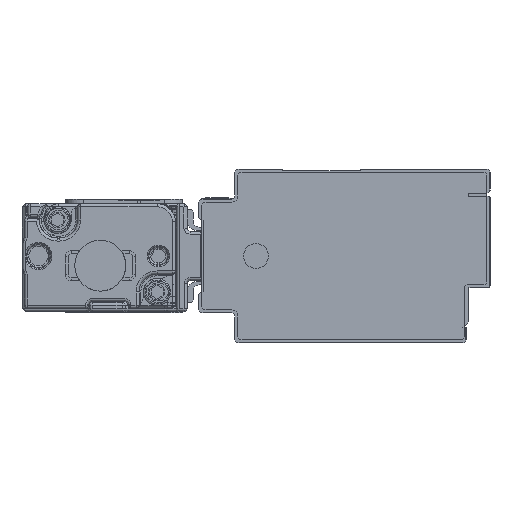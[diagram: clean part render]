
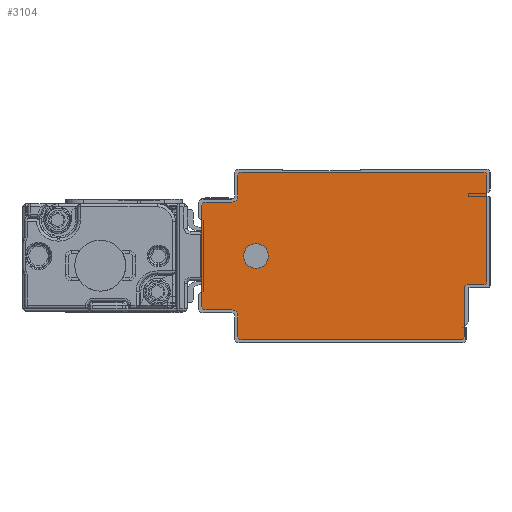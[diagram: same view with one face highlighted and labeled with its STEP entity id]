
A CAD part, left-side view. The second image highlights one B-rep face of the part: STEP entity #3104.
In plain terms, the highlighted planar face has unit normal (-1, 0, 0).
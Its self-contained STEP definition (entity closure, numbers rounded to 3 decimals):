
#1469=AXIS2_PLACEMENT_3D('Circle Axis2P3D',#1467,#1468,$) ;
#1507=AXIS2_PLACEMENT_3D('Circle Axis2P3D',#1505,#1506,$) ;
#1545=AXIS2_PLACEMENT_3D('Circle Axis2P3D',#1543,#1544,$) ;
#1583=AXIS2_PLACEMENT_3D('Circle Axis2P3D',#1581,#1582,$) ;
#2974=AXIS2_PLACEMENT_3D('Circle Axis2P3D',#2972,#2973,$) ;
#2994=AXIS2_PLACEMENT_3D('Plane Axis2P3D',#2991,#2992,#2993) ;
#2998=AXIS2_PLACEMENT_3D('Circle Axis2P3D',#2996,#2997,$) ;
#3012=AXIS2_PLACEMENT_3D('Circle Axis2P3D',#3010,#3011,$) ;
#3026=AXIS2_PLACEMENT_3D('Circle Axis2P3D',#3024,#3025,$) ;
#3040=AXIS2_PLACEMENT_3D('Circle Axis2P3D',#3038,#3039,$) ;
#3054=AXIS2_PLACEMENT_3D('Circle Axis2P3D',#3052,#3053,$) ;
#3088=AXIS2_PLACEMENT_3D('Circle Axis2P3D',#3086,#3087,$) ;
#3097=AXIS2_PLACEMENT_3D('Circle Axis2P3D',#3095,#3096,$) ;
#1425=CARTESIAN_POINT('Line Origine',(-1075.5,-3.5,19.1)) ;
#1429=CARTESIAN_POINT('Vertex',(-1075.5,-3.5,28.)) ;
#1431=CARTESIAN_POINT('Vertex',(-1075.5,-3.5,10.2)) ;
#1467=CARTESIAN_POINT('Axis2P3D Location',(-1075.5,-3.,28.)) ;
#1471=CARTESIAN_POINT('Vertex',(-1075.5,-3.,28.5)) ;
#1486=CARTESIAN_POINT('Line Origine',(-1075.5,17.25,28.5)) ;
#1490=CARTESIAN_POINT('Vertex',(-1075.5,37.5,28.5)) ;
#1505=CARTESIAN_POINT('Axis2P3D Location',(-1075.5,37.5,28.)) ;
#1509=CARTESIAN_POINT('Vertex',(-1075.5,38.,28.)) ;
#1524=CARTESIAN_POINT('Line Origine',(-1075.5,38.,26.25)) ;
#1528=CARTESIAN_POINT('Vertex',(-1075.5,38.,24.5)) ;
#1543=CARTESIAN_POINT('Axis2P3D Location',(-1075.5,39.,24.5)) ;
#1547=CARTESIAN_POINT('Vertex',(-1075.5,39.,23.5)) ;
#1562=CARTESIAN_POINT('Line Origine',(-1075.5,41.25,23.5)) ;
#1566=CARTESIAN_POINT('Vertex',(-1075.5,43.5,23.5)) ;
#1581=CARTESIAN_POINT('Axis2P3D Location',(-1075.5,43.5,23.)) ;
#1585=CARTESIAN_POINT('Vertex',(-1075.5,44.,23.)) ;
#1600=CARTESIAN_POINT('Line Origine',(-1075.5,44.,14.5)) ;
#1604=CARTESIAN_POINT('Vertex',(-1075.5,44.,6.)) ;
#2972=CARTESIAN_POINT('Axis2P3D Location',(-1075.5,-3.,10.2)) ;
#2976=CARTESIAN_POINT('Vertex',(-1075.5,-3.,9.7)) ;
#2991=CARTESIAN_POINT('Axis2P3D Location',(-1075.5,0.,0.)) ;
#2996=CARTESIAN_POINT('Axis2P3D Location',(-1075.5,43.5,6.)) ;
#3000=CARTESIAN_POINT('Vertex',(-1075.5,43.5,5.5)) ;
#3003=CARTESIAN_POINT('Line Origine',(-1075.5,41.25,5.5)) ;
#3007=CARTESIAN_POINT('Vertex',(-1075.5,39.,5.5)) ;
#3010=CARTESIAN_POINT('Axis2P3D Location',(-1075.5,39.,4.5)) ;
#3014=CARTESIAN_POINT('Vertex',(-1075.5,38.,4.5)) ;
#3017=CARTESIAN_POINT('Line Origine',(-1075.5,38.,2.75)) ;
#3021=CARTESIAN_POINT('Vertex',(-1075.5,38.,1.)) ;
#3024=CARTESIAN_POINT('Axis2P3D Location',(-1075.5,37.5,1.)) ;
#3028=CARTESIAN_POINT('Vertex',(-1075.5,37.5,0.5)) ;
#3031=CARTESIAN_POINT('Line Origine',(-1075.5,19.15,0.5)) ;
#3035=CARTESIAN_POINT('Vertex',(-1075.5,0.8,0.5)) ;
#3038=CARTESIAN_POINT('Axis2P3D Location',(-1075.5,0.8,1.)) ;
#3042=CARTESIAN_POINT('Vertex',(-1075.5,0.3,1.)) ;
#3045=CARTESIAN_POINT('Line Origine',(-1075.5,0.3,5.1)) ;
#3049=CARTESIAN_POINT('Vertex',(-1075.5,0.3,9.2)) ;
#3052=CARTESIAN_POINT('Axis2P3D Location',(-1075.5,-0.2,9.2)) ;
#3056=CARTESIAN_POINT('Vertex',(-1075.5,-0.2,9.7)) ;
#3059=CARTESIAN_POINT('Line Origine',(-1075.5,-1.6,9.7)) ;
#3086=CARTESIAN_POINT('Axis2P3D Location',(-1075.5,35.,14.5)) ;
#3090=CARTESIAN_POINT('Vertex',(-1075.5,33.186,13.509)) ;
#3092=CARTESIAN_POINT('Vertex',(-1075.5,36.814,15.491)) ;
#3095=CARTESIAN_POINT('Axis2P3D Location',(-1075.5,35.,14.5)) ;
#1426=DIRECTION('Vector Direction',(0.,0.,-1.)) ;
#1468=DIRECTION('Axis2P3D Direction',(1.,0.,0.)) ;
#1487=DIRECTION('Vector Direction',(0.,1.,0.)) ;
#1506=DIRECTION('Axis2P3D Direction',(1.,0.,0.)) ;
#1525=DIRECTION('Vector Direction',(0.,0.,1.)) ;
#1544=DIRECTION('Axis2P3D Direction',(1.,0.,0.)) ;
#1563=DIRECTION('Vector Direction',(0.,1.,0.)) ;
#1582=DIRECTION('Axis2P3D Direction',(1.,0.,0.)) ;
#1601=DIRECTION('Vector Direction',(0.,0.,1.)) ;
#2973=DIRECTION('Axis2P3D Direction',(1.,0.,0.)) ;
#2992=DIRECTION('Axis2P3D Direction',(1.,0.,0.)) ;
#2993=DIRECTION('Axis2P3D XDirection',(0.,1.,0.)) ;
#2997=DIRECTION('Axis2P3D Direction',(1.,0.,0.)) ;
#3004=DIRECTION('Vector Direction',(0.,-1.,0.)) ;
#3011=DIRECTION('Axis2P3D Direction',(1.,0.,0.)) ;
#3018=DIRECTION('Vector Direction',(0.,0.,1.)) ;
#3025=DIRECTION('Axis2P3D Direction',(1.,0.,0.)) ;
#3032=DIRECTION('Vector Direction',(0.,-1.,0.)) ;
#3039=DIRECTION('Axis2P3D Direction',(1.,0.,0.)) ;
#3046=DIRECTION('Vector Direction',(0.,0.,-1.)) ;
#3053=DIRECTION('Axis2P3D Direction',(1.,0.,0.)) ;
#3060=DIRECTION('Vector Direction',(0.,1.,0.)) ;
#3087=DIRECTION('Axis2P3D Direction',(1.,0.,0.)) ;
#3096=DIRECTION('Axis2P3D Direction',(1.,0.,0.)) ;
#1427=VECTOR('Line Direction',#1426,1.) ;
#1488=VECTOR('Line Direction',#1487,1.) ;
#1526=VECTOR('Line Direction',#1525,1.) ;
#1564=VECTOR('Line Direction',#1563,1.) ;
#1602=VECTOR('Line Direction',#1601,1.) ;
#3005=VECTOR('Line Direction',#3004,1.) ;
#3019=VECTOR('Line Direction',#3018,1.) ;
#3033=VECTOR('Line Direction',#3032,1.) ;
#3047=VECTOR('Line Direction',#3046,1.) ;
#3061=VECTOR('Line Direction',#3060,1.) ;
#3065=ORIENTED_EDGE('',*,*,#1492,.F.) ;
#3066=ORIENTED_EDGE('',*,*,#1511,.F.) ;
#3067=ORIENTED_EDGE('',*,*,#1530,.F.) ;
#3068=ORIENTED_EDGE('',*,*,#1549,.F.) ;
#3069=ORIENTED_EDGE('',*,*,#1568,.F.) ;
#3070=ORIENTED_EDGE('',*,*,#1587,.F.) ;
#3071=ORIENTED_EDGE('',*,*,#1606,.F.) ;
#3072=ORIENTED_EDGE('',*,*,#3002,.F.) ;
#3073=ORIENTED_EDGE('',*,*,#3009,.F.) ;
#3074=ORIENTED_EDGE('',*,*,#3016,.F.) ;
#3075=ORIENTED_EDGE('',*,*,#3023,.F.) ;
#3076=ORIENTED_EDGE('',*,*,#3030,.F.) ;
#3077=ORIENTED_EDGE('',*,*,#3037,.F.) ;
#3078=ORIENTED_EDGE('',*,*,#3044,.F.) ;
#3079=ORIENTED_EDGE('',*,*,#3051,.F.) ;
#3080=ORIENTED_EDGE('',*,*,#3058,.F.) ;
#3081=ORIENTED_EDGE('',*,*,#3063,.F.) ;
#3082=ORIENTED_EDGE('',*,*,#2978,.F.) ;
#3083=ORIENTED_EDGE('',*,*,#1433,.F.) ;
#3084=ORIENTED_EDGE('',*,*,#1473,.F.) ;
#3101=ORIENTED_EDGE('',*,*,#3094,.T.) ;
#3102=ORIENTED_EDGE('',*,*,#3099,.T.) ;
#3103=FACE_BOUND('',#3100,.T.) ;
#3104=ADVANCED_FACE('\X2\FF8EFF9EFF83FF9EFF68FF70\X0\.2',(#3085,#3103),#2995,.F.) ;
#1470=CIRCLE('generated circle',#1469,0.5) ;
#1508=CIRCLE('generated circle',#1507,0.5) ;
#1546=CIRCLE('generated circle',#1545,1.) ;
#1584=CIRCLE('generated circle',#1583,0.5) ;
#2975=CIRCLE('generated circle',#2974,0.5) ;
#2999=CIRCLE('generated circle',#2998,0.5) ;
#3013=CIRCLE('generated circle',#3012,1.) ;
#3027=CIRCLE('generated circle',#3026,0.5) ;
#3041=CIRCLE('generated circle',#3040,0.5) ;
#3055=CIRCLE('generated circle',#3054,0.5) ;
#3089=CIRCLE('generated circle',#3088,2.067) ;
#3098=CIRCLE('generated circle',#3097,2.067) ;
#1433=EDGE_CURVE('',#1430,#1432,#1428,.T.) ;
#1473=EDGE_CURVE('',#1472,#1430,#1470,.T.) ;
#1492=EDGE_CURVE('',#1491,#1472,#1489,.F.) ;
#1511=EDGE_CURVE('',#1510,#1491,#1508,.T.) ;
#1530=EDGE_CURVE('',#1529,#1510,#1527,.T.) ;
#1549=EDGE_CURVE('',#1548,#1529,#1546,.F.) ;
#1568=EDGE_CURVE('',#1567,#1548,#1565,.F.) ;
#1587=EDGE_CURVE('',#1586,#1567,#1584,.T.) ;
#1606=EDGE_CURVE('',#1605,#1586,#1603,.T.) ;
#2978=EDGE_CURVE('',#1432,#2977,#2975,.T.) ;
#3002=EDGE_CURVE('',#3001,#1605,#2999,.T.) ;
#3009=EDGE_CURVE('',#3008,#3001,#3006,.F.) ;
#3016=EDGE_CURVE('',#3015,#3008,#3013,.F.) ;
#3023=EDGE_CURVE('',#3022,#3015,#3020,.T.) ;
#3030=EDGE_CURVE('',#3029,#3022,#3027,.T.) ;
#3037=EDGE_CURVE('',#3036,#3029,#3034,.F.) ;
#3044=EDGE_CURVE('',#3043,#3036,#3041,.T.) ;
#3051=EDGE_CURVE('',#3050,#3043,#3048,.T.) ;
#3058=EDGE_CURVE('',#3057,#3050,#3055,.F.) ;
#3063=EDGE_CURVE('',#2977,#3057,#3062,.T.) ;
#3094=EDGE_CURVE('',#3091,#3093,#3089,.T.) ;
#3099=EDGE_CURVE('',#3093,#3091,#3098,.T.) ;
#3064=EDGE_LOOP('',(#3065,#3066,#3067,#3068,#3069,#3070,#3071,#3072,#3073,#3074,#3075,#3076,#3077,#3078,#3079,#3080,#3081,#3082,#3083,#3084)) ;
#3100=EDGE_LOOP('',(#3101,#3102)) ;
#3085=FACE_OUTER_BOUND('',#3064,.T.) ;
#1428=LINE('Line',#1425,#1427) ;
#1489=LINE('Line',#1486,#1488) ;
#1527=LINE('Line',#1524,#1526) ;
#1565=LINE('Line',#1562,#1564) ;
#1603=LINE('Line',#1600,#1602) ;
#3006=LINE('Line',#3003,#3005) ;
#3020=LINE('Line',#3017,#3019) ;
#3034=LINE('Line',#3031,#3033) ;
#3048=LINE('Line',#3045,#3047) ;
#3062=LINE('Line',#3059,#3061) ;
#2995=PLANE('Plane',#2994) ;
#1430=VERTEX_POINT('',#1429) ;
#1432=VERTEX_POINT('',#1431) ;
#1472=VERTEX_POINT('',#1471) ;
#1491=VERTEX_POINT('',#1490) ;
#1510=VERTEX_POINT('',#1509) ;
#1529=VERTEX_POINT('',#1528) ;
#1548=VERTEX_POINT('',#1547) ;
#1567=VERTEX_POINT('',#1566) ;
#1586=VERTEX_POINT('',#1585) ;
#1605=VERTEX_POINT('',#1604) ;
#2977=VERTEX_POINT('',#2976) ;
#3001=VERTEX_POINT('',#3000) ;
#3008=VERTEX_POINT('',#3007) ;
#3015=VERTEX_POINT('',#3014) ;
#3022=VERTEX_POINT('',#3021) ;
#3029=VERTEX_POINT('',#3028) ;
#3036=VERTEX_POINT('',#3035) ;
#3043=VERTEX_POINT('',#3042) ;
#3050=VERTEX_POINT('',#3049) ;
#3057=VERTEX_POINT('',#3056) ;
#3091=VERTEX_POINT('',#3090) ;
#3093=VERTEX_POINT('',#3092) ;
